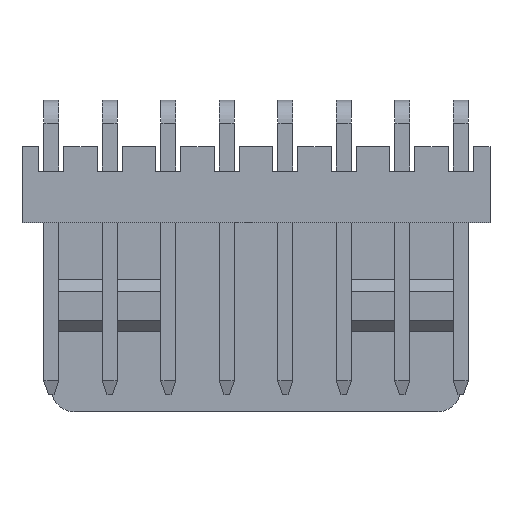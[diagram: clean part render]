
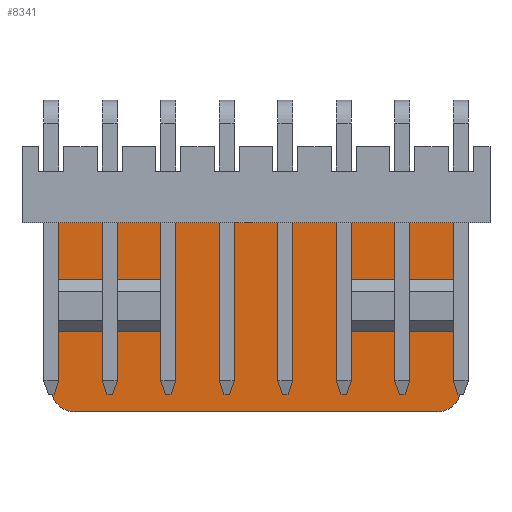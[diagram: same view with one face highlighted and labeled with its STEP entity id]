
A CAD part, top view. The second image highlights one B-rep face of the part: STEP entity #8341.
In plain terms, the highlighted face is planar.
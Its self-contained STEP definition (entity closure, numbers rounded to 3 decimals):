
#267=PLANE('',#8724);
#571=LINE('',#10871,#1357);
#577=LINE('',#10884,#1363);
#672=LINE('',#11085,#1458);
#675=LINE('',#11091,#1461);
#978=LINE('',#11712,#1764);
#991=LINE('',#11737,#1777);
#996=LINE('',#11745,#1782);
#997=LINE('',#11746,#1783);
#998=LINE('',#11747,#1784);
#999=LINE('',#11749,#1785);
#1000=LINE('',#11750,#1786);
#1001=LINE('',#11752,#1787);
#1357=VECTOR('',#9305,1000.);
#1363=VECTOR('',#9313,1000.);
#1458=VECTOR('',#9476,1000.);
#1461=VECTOR('',#9481,1000.);
#1764=VECTOR('',#10024,1000.);
#1777=VECTOR('',#10045,1000.);
#1782=VECTOR('',#10052,1000.);
#1783=VECTOR('',#10053,1000.);
#1784=VECTOR('',#10054,1000.);
#1785=VECTOR('',#10055,1000.);
#1786=VECTOR('',#10056,1000.);
#1787=VECTOR('',#10057,1000.);
#3228=ORIENTED_EDGE('',*,*,#3825,.T.);
#3229=ORIENTED_EDGE('',*,*,#3923,.T.);
#3230=ORIENTED_EDGE('',*,*,#4248,.F.);
#3231=ORIENTED_EDGE('',*,*,#4243,.F.);
#3232=ORIENTED_EDGE('',*,*,#4249,.T.);
#3233=ORIENTED_EDGE('',*,*,#3920,.T.);
#3234=ORIENTED_EDGE('',*,*,#3819,.F.);
#3235=ORIENTED_EDGE('',*,*,#4250,.F.);
#3236=ORIENTED_EDGE('',*,*,#4251,.T.);
#3237=ORIENTED_EDGE('',*,*,#4225,.T.);
#3238=ORIENTED_EDGE('',*,*,#4230,.T.);
#3239=ORIENTED_EDGE('',*,*,#4223,.T.);
#3240=ORIENTED_EDGE('',*,*,#4252,.F.);
#3241=ORIENTED_EDGE('',*,*,#4253,.F.);
#3819=EDGE_CURVE('',#4545,#4546,#571,.T.);
#3825=EDGE_CURVE('',#4548,#4551,#577,.T.);
#3920=EDGE_CURVE('',#4624,#4546,#672,.T.);
#3923=EDGE_CURVE('',#4551,#4625,#675,.T.);
#4223=EDGE_CURVE('',#4819,#4818,#4933,.T.);
#4225=EDGE_CURVE('',#4820,#4821,#4934,.T.);
#4230=EDGE_CURVE('',#4821,#4819,#978,.T.);
#4243=EDGE_CURVE('',#4832,#4833,#991,.T.);
#4248=EDGE_CURVE('',#4833,#4625,#996,.T.);
#4249=EDGE_CURVE('',#4832,#4624,#997,.T.);
#4250=EDGE_CURVE('',#4834,#4545,#998,.T.);
#4251=EDGE_CURVE('',#4834,#4820,#999,.T.);
#4252=EDGE_CURVE('',#4835,#4818,#1000,.T.);
#4253=EDGE_CURVE('',#4548,#4835,#1001,.T.);
#4545=VERTEX_POINT('',#10870);
#4546=VERTEX_POINT('',#10872);
#4548=VERTEX_POINT('',#10878);
#4551=VERTEX_POINT('',#10883);
#4624=VERTEX_POINT('',#11086);
#4625=VERTEX_POINT('',#11090);
#4818=VERTEX_POINT('',#11697);
#4819=VERTEX_POINT('',#11699);
#4820=VERTEX_POINT('',#11703);
#4821=VERTEX_POINT('',#11704);
#4832=VERTEX_POINT('',#11738);
#4833=VERTEX_POINT('',#11739);
#4834=VERTEX_POINT('',#11748);
#4835=VERTEX_POINT('',#11751);
#4933=CIRCLE('',#8715,1.);
#4934=CIRCLE('',#8717,1.);
#5229=EDGE_LOOP('',(#3228,#3229,#3230,#3231,#3232,#3233,#3234,#3235,#3236,
#3237,#3238,#3239,#3240,#3241));
#5601=FACE_BOUND('',#5229,.T.);
#8341=ADVANCED_FACE('',(#5601),#267,.T.);
#8715=AXIS2_PLACEMENT_3D('',#11698,#10010,#10011);
#8717=AXIS2_PLACEMENT_3D('',#11702,#10015,#10016);
#8724=AXIS2_PLACEMENT_3D('',#11744,#10050,#10051);
#9305=DIRECTION('',(0.,0.,-1.));
#9313=DIRECTION('',(0.,0.,-1.));
#9476=DIRECTION('',(-1.,0.,0.));
#9481=DIRECTION('',(-1.,0.,0.));
#10010=DIRECTION('',(0.,-1.,0.));
#10011=DIRECTION('',(0.,0.,-1.));
#10015=DIRECTION('',(0.,-1.,0.));
#10016=DIRECTION('',(0.,0.,-1.));
#10024=DIRECTION('',(-1.,0.,0.));
#10045=DIRECTION('',(-1.,0.,0.));
#10050=DIRECTION('',(0.,-1.,0.));
#10051=DIRECTION('',(0.,0.,-1.));
#10052=DIRECTION('',(0.,0.,1.));
#10053=DIRECTION('',(0.,0.,1.));
#10054=DIRECTION('',(-1.,0.,0.));
#10055=DIRECTION('',(0.,0.,1.));
#10056=DIRECTION('',(0.,0.,1.));
#10057=DIRECTION('',(-1.,0.,0.));
#10870=CARTESIAN_POINT('',(3.49,2.1,2.275));
#10871=CARTESIAN_POINT('',(3.49,2.1,2.275));
#10872=CARTESIAN_POINT('',(3.49,2.1,0.025));
#10878=CARTESIAN_POINT('',(-3.49,2.1,2.275));
#10883=CARTESIAN_POINT('',(-3.49,2.1,0.025));
#10884=CARTESIAN_POINT('',(-3.49,2.1,2.275));
#11085=CARTESIAN_POINT('',(26.67,2.1,0.025));
#11086=CARTESIAN_POINT('',(8.89,2.1,0.025));
#11090=CARTESIAN_POINT('',(-8.89,2.1,0.025));
#11091=CARTESIAN_POINT('',(26.67,2.1,0.025));
#11697=CARTESIAN_POINT('',(-8.89,2.1,4.75));
#11698=CARTESIAN_POINT('',(-7.89,2.1,4.75));
#11699=CARTESIAN_POINT('',(-7.89,2.1,5.75));
#11702=CARTESIAN_POINT('',(7.89,2.1,4.75));
#11703=CARTESIAN_POINT('',(8.89,2.1,4.75));
#11704=CARTESIAN_POINT('',(7.89,2.1,5.75));
#11712=CARTESIAN_POINT('',(10.16,2.1,5.75));
#11737=CARTESIAN_POINT('',(10.16,2.1,-2.45));
#11738=CARTESIAN_POINT('',(8.89,2.1,-2.45));
#11739=CARTESIAN_POINT('',(-8.89,2.1,-2.45));
#11744=CARTESIAN_POINT('',(10.16,2.1,-2.45));
#11745=CARTESIAN_POINT('',(-8.89,2.1,-2.45));
#11746=CARTESIAN_POINT('',(8.89,2.1,-2.45));
#11747=CARTESIAN_POINT('',(26.67,2.1,2.275));
#11748=CARTESIAN_POINT('',(8.89,2.1,2.275));
#11749=CARTESIAN_POINT('',(8.89,2.1,-2.45));
#11750=CARTESIAN_POINT('',(-8.89,2.1,-2.45));
#11751=CARTESIAN_POINT('',(-8.89,2.1,2.275));
#11752=CARTESIAN_POINT('',(26.67,2.1,2.275));
